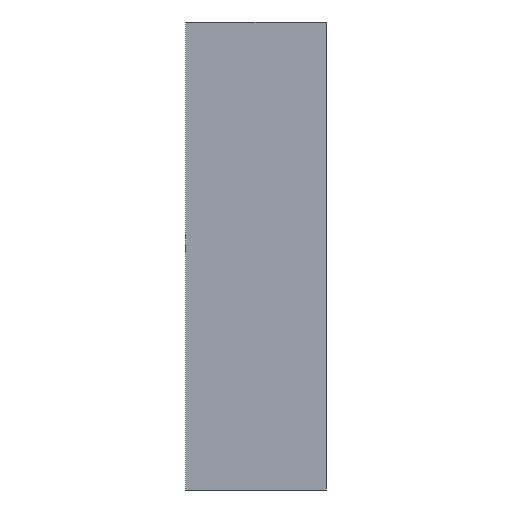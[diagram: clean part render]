
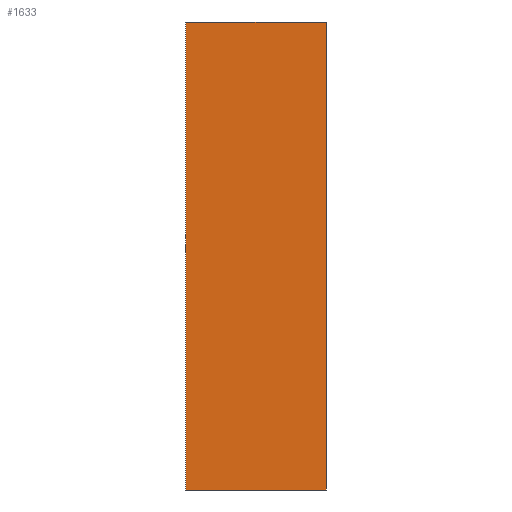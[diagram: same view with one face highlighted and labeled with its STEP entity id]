
A CAD part, left-side view. The second image highlights one B-rep face of the part: STEP entity #1633.
In plain terms, the highlighted planar face has unit normal (-1, 0, 0).
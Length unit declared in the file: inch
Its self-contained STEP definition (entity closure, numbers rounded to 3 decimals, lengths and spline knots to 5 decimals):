
#167 = VERTEX_POINT ( 'NONE', #2607 ) ;
#171 = VERTEX_POINT ( 'NONE', #2402 ) ;
#172 = VERTEX_POINT ( 'NONE', #2403 ) ;
#174 = VERTEX_POINT ( 'NONE', #2405 ) ;
#325 = EDGE_CURVE ( 'NONE', #167, #174, #2560, .T. ) ;
#328 = EDGE_CURVE ( 'NONE', #167, #172, #2569, .T. ) ;
#329 = EDGE_CURVE ( 'NONE', #172, #171, #2572, .T. ) ;
#330 = EDGE_CURVE ( 'NONE', #174, #171, #2575, .T. ) ;
#1103 = VECTOR ( 'NONE', #2574, 39.37008 ) ;
#1327 = VECTOR ( 'NONE', #2571, 39.37008 ) ;
#1456 = AXIS2_PLACEMENT_3D ( 'NONE', #2043, #2054, #2055 ) ;
#1489 = VECTOR ( 'NONE', #2563, 39.37008 ) ;
#1492 = VECTOR ( 'NONE', #2577, 39.37008 ) ;
#1633 = ADVANCED_FACE ( 'NONE', ( #2051 ), #2052, .F. ) ;
#2043 = CARTESIAN_POINT ( 'NONE',  ( -2.25, -0.265, 3.75 ) ) ;
#2051 = FACE_OUTER_BOUND ( 'NONE', #2850, .T. ) ;
#2052 = PLANE ( 'NONE',  #1456 ) ;
#2054 = DIRECTION ( 'NONE',  ( 1., 0., 0. ) ) ;
#2055 = DIRECTION ( 'NONE',  ( 0., 0., -1. ) ) ;
#2402 = CARTESIAN_POINT ( 'NONE',  ( -2.25, -0.265, -3.75 ) ) ;
#2403 = CARTESIAN_POINT ( 'NONE',  ( -2.25, -0.265, 3.75 ) ) ;
#2405 = CARTESIAN_POINT ( 'NONE',  ( -2.25, 1.985, -3.75 ) ) ;
#2560 = LINE ( 'NONE', #2562, #1489 ) ;
#2562 = CARTESIAN_POINT ( 'NONE',  ( -2.25, 1.985, 3.75 ) ) ;
#2563 = DIRECTION ( 'NONE',  ( 0., 0., -1. ) ) ;
#2569 = LINE ( 'NONE', #2570, #1327 ) ;
#2570 = CARTESIAN_POINT ( 'NONE',  ( -2.25, 0.265, 3.75 ) ) ;
#2571 = DIRECTION ( 'NONE',  ( 0., -1., 0. ) ) ;
#2572 = LINE ( 'NONE', #2573, #1103 ) ;
#2573 = CARTESIAN_POINT ( 'NONE',  ( -2.25, -0.265, 3.75 ) ) ;
#2574 = DIRECTION ( 'NONE',  ( 0., 0., -1. ) ) ;
#2575 = LINE ( 'NONE', #2576, #1492 ) ;
#2576 = CARTESIAN_POINT ( 'NONE',  ( -2.25, -0.265, -3.75 ) ) ;
#2577 = DIRECTION ( 'NONE',  ( 0., -1., 0. ) ) ;
#2607 = CARTESIAN_POINT ( 'NONE',  ( -2.25, 1.985, 3.75 ) ) ;
#2799 = ORIENTED_EDGE ( 'NONE', *, *, #330, .T. ) ;
#2800 = ORIENTED_EDGE ( 'NONE', *, *, #329, .F. ) ;
#2801 = ORIENTED_EDGE ( 'NONE', *, *, #328, .F. ) ;
#2802 = ORIENTED_EDGE ( 'NONE', *, *, #325, .T. ) ;
#2850 = EDGE_LOOP ( 'NONE', ( #2799, #2800, #2801, #2802 ) ) ;
